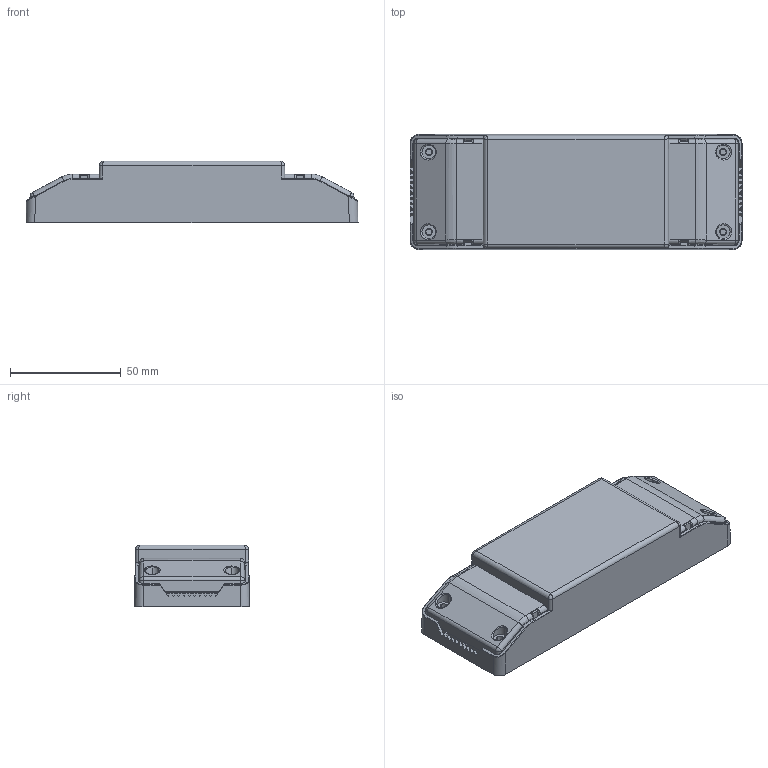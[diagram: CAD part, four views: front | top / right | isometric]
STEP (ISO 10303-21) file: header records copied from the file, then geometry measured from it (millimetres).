
FILE_DESCRIPTION((''),'2;1');
FILE_NAME('LLD20W_ASM','2018-05-23T',('wsenga'),(''),'PRO/ENGINEER BY PARAMETRIC TECHNOLOGY CORPORATION, 2012360','PRO/ENGINEER BY PARAMETRIC TECHNOLOGY CORPORATION, 2012360','');
FILE_SCHEMA(('CONFIG_CONTROL_DESIGN'));
Length unit declared in the file: millimetre
Products named in the file (4): MAWLLD20W-1A; MAWLLD20W-3A; MAWLLD20W-2A; LLD20W_ASM
Assembly tree (4 placements, depth 2):
  LLD20W_ASM
    MAWLLD20W-1A
    MAWLLD20W-3A  x2
    MAWLLD20W-2A
Bounding box: 150 x 52 x 28 mm (x, y, z)
Volume: 44085.1 mm3; surface area: 62421.8 mm2
Topology: 4 solids, 4 shells, 805 faces, 2210 edges, 1418 vertices
Faces by surface type: plane 533, cylinder 196, bspline 44, torus 16, cone 8, sphere 8
Entity records: 23048 total; most frequent: CARTESIAN_POINT 6771, ORIENTED_EDGE 3576, DIRECTION 3043, EDGE_CURVE 1788, VECTOR 1427, LINE 1427, VERTEX_POINT 1153, AXIS2_PLACEMENT_3D 808
